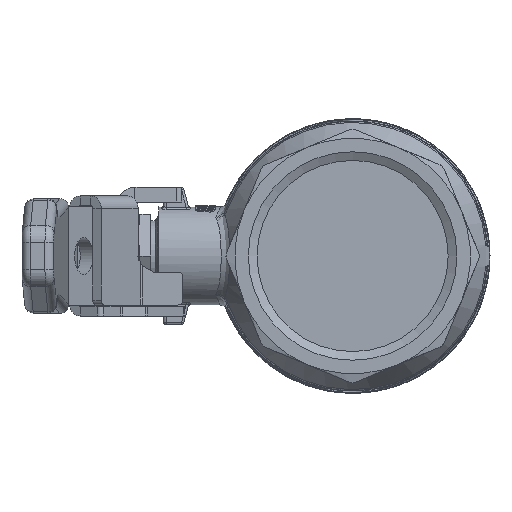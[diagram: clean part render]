
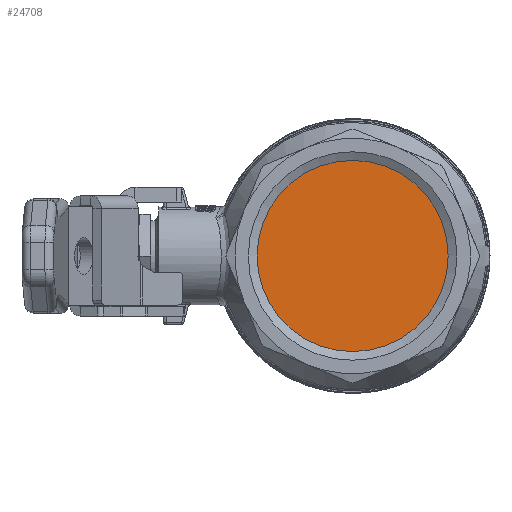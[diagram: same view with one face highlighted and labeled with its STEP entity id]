
A CAD part, left-side view. The second image highlights one B-rep face of the part: STEP entity #24708.
In plain terms, the highlighted planar face has unit normal (-1, 0, 0).
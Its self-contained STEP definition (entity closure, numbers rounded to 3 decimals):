
#1988=PLANE('',#26208);
#2673=FACE_OUTER_BOUND('',#4077,.T.);
#4077=EDGE_LOOP('',(#16275));
#9368=CIRCLE('',#26209,19.476);
#9944=VERTEX_POINT('',#33216);
#12393=EDGE_CURVE('',#9944,#9944,#9368,.T.);
#16275=ORIENTED_EDGE('',*,*,#12393,.T.);
#24708=ADVANCED_FACE('',(#2673),#1988,.T.);
#26208=AXIS2_PLACEMENT_3D('',#33215,#28061,#28062);
#26209=AXIS2_PLACEMENT_3D('',#33217,#28063,#28064);
#28061=DIRECTION('center_axis',(-1.,0.,0.));
#28062=DIRECTION('ref_axis',(0.,0.,1.));
#28063=DIRECTION('center_axis',(-1.,0.,0.));
#28064=DIRECTION('ref_axis',(0.,0.,1.));
#33215=CARTESIAN_POINT('Origin',(-46.5,-15.,0.));
#33216=CARTESIAN_POINT('',(-46.5,19.476,0.));
#33217=CARTESIAN_POINT('Origin',(-46.5,0.,0.));
